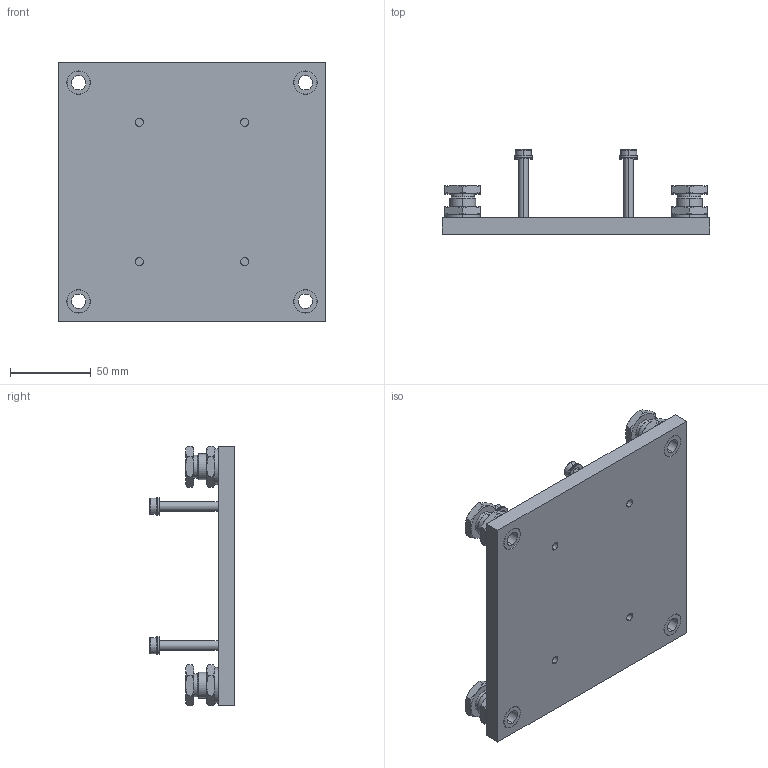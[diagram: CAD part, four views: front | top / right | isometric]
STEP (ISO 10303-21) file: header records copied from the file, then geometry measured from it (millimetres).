
FILE_DESCRIPTION (( 'STEP AP214' ), '1' );
FILE_NAME ('NLD 25 V2 Grundplatte Antrieb #89102200.STEP', '2016-01-20T09:18:56', ( 'Netter' ), ( 'Microsoft' ), 'SwSTEP 2.0', 'SolidWorks 2015', '' );
FILE_SCHEMA (( 'AUTOMOTIVE_DESIGN' ));
Length unit declared in the file: millimetre
Products named in the file (1): NLD 25 V2 Grundplatte Antrieb #89102200
Bounding box: 165 x 52.3 x 160.4 mm (x, y, z)
Volume: 290081.5 mm3; surface area: 83656.4 mm2
Topology: 17 solids, 17 shells, 886 faces, 2172 edges, 1324 vertices
Faces by surface type: plane 590, cone 180, cylinder 100, torus 16
Entity records: 26544 total; most frequent: CARTESIAN_POINT 5767, ORIENTED_EDGE 4328, DIRECTION 4002, EDGE_CURVE 2164, LINE 1428, VECTOR 1428, VERTEX_POINT 1324, AXIS2_PLACEMENT_3D 1287
